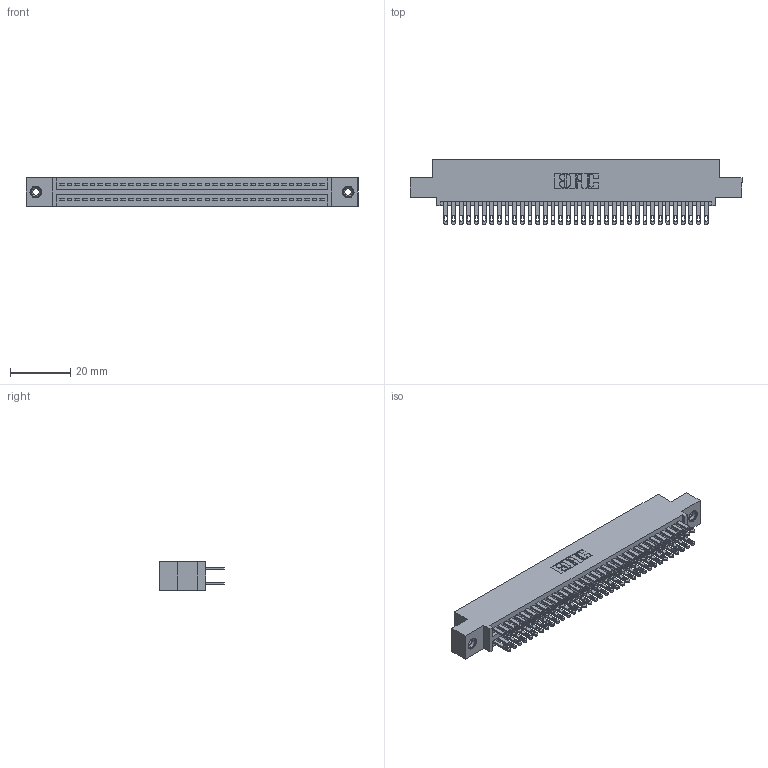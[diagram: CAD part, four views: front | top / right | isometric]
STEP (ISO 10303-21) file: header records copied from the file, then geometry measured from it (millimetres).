
FILE_DESCRIPTION (( 'STEP AP203' ), '1' );
FILE_NAME ('345-070-500-508.STEP', '2018-09-30T21:43:07', ( '' ), ( '' ), 'SwSTEP 2.0', 'SolidWorks 2016', '' );
FILE_SCHEMA (( 'CONFIG_CONTROL_DESIGN' ));
Length unit declared in the file: inch
Products named in the file (4): 345-292-001_345-293-100; 345 Part_0.110 Offset - 0.156 Dia-TI; 345-250-001_345-250-003-102; 345-070-500-508
Assembly tree (73 placements, depth 2):
  345-070-500-508
    345 Part_0.110 Offset - 0.156 Dia-TI
    345-292-001_345-293-100  x70
    345-250-001_345-250-003-102  x2
Bounding box: 110.11 x 21.51 x 9.4 mm (x, y, z)
Volume: 10765.2 mm3; surface area: 16597.3 mm2
Topology: 73 solids, 73 shells, 3410 faces, 10359 edges, 6898 vertices
Faces by surface type: plane 2006, cylinder 1388, cone 12, torus 4
Entity records: 29652 total; most frequent: CARTESIAN_POINT 4959, ORIENTED_EDGE 4886, DIRECTION 4409, EDGE_CURVE 2443, LINE 2147, VECTOR 2147, VERTEX_POINT 1624, AXIS2_PLACEMENT_3D 1131
